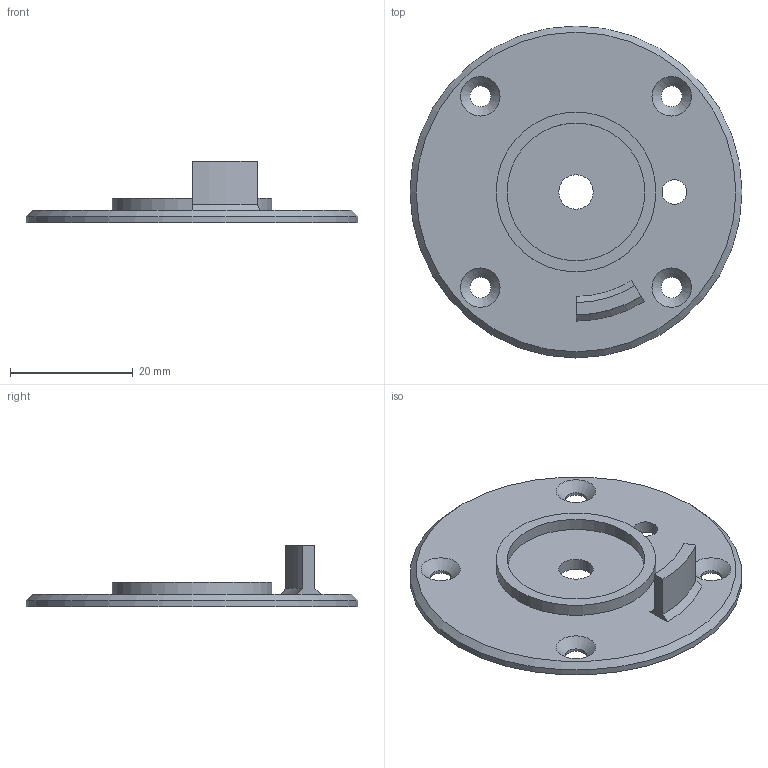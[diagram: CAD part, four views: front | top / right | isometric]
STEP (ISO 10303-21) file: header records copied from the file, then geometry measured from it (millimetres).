
FILE_DESCRIPTION(('FreeCAD Model'),'2;1');
FILE_NAME('laser_cap.step', '2016-04-10T14:14:19',('Author'),(''), 'Open CASCADE STEP processor 6.8','FreeCAD','Unknown');
FILE_SCHEMA(('AUTOMOTIVE_DESIGN_CC2 { 1 2 10303 214 -1 1 5 4 }'));
Length unit declared in the file: millimetre
Products named in the file (1): Chamfer001
Bounding box: 54 x 54 x 10 mm (x, y, z)
Volume: 4741.5 mm3; surface area: 5287.4 mm2
Topology: 1 solids, 1 shells, 25 faces, 59 edges, 39 vertices
Faces by surface type: cylinder 11, plane 7, cone 7
Full cylindrical faces by diameter (mm): 3.4 x4, 4 x1, 5.6 x1, 22.4 x1, 26 x1, 54 x1
Entity records: 1534 total; most frequent: CARTESIAN_POINT 272, DIRECTION 238, ORIENTED_EDGE 118, PCURVE 118, DEFINITIONAL_REPRESENTATION 118, LINE 108, VECTOR 108, EDGE_CURVE 59
